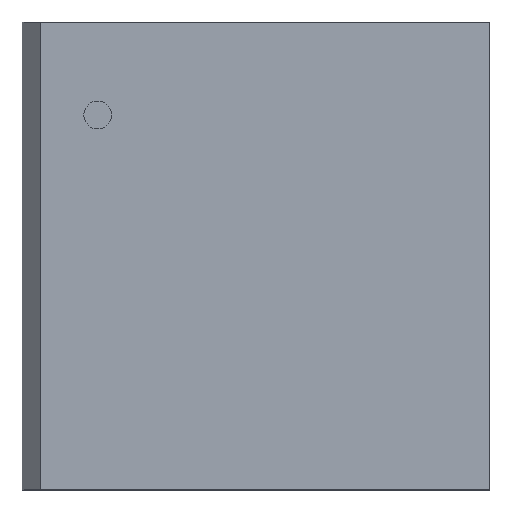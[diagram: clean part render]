
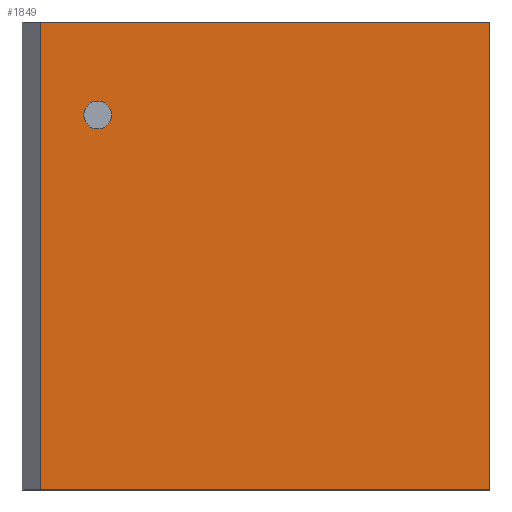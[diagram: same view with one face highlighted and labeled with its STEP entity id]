
A CAD part, top view. The second image highlights one B-rep face of the part: STEP entity #1849.
In plain terms, the highlighted planar face has unit normal (0, 0, 1).
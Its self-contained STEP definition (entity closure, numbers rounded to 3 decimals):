
#16=FACE_BOUND($,#290,.T.);
#28=CIRCLE($,#2018,0.75);
#169=FACE_OUTER_BOUND($,#289,.T.);
#289=EDGE_LOOP($,(#1599,#1600,#1601,#1602));
#290=EDGE_LOOP($,(#1603));
#512=LINE($,#3004,#738);
#513=LINE($,#3007,#739);
#517=LINE($,#3015,#743);
#518=LINE($,#3016,#744);
#738=VECTOR($,#2484,25.298);
#739=VECTOR($,#2487,24.298);
#743=VECTOR($,#2493,24.298);
#744=VECTOR($,#2494,25.298);
#898=VERTEX_POINT($,#2997);
#901=VERTEX_POINT($,#3002);
#902=VERTEX_POINT($,#3006);
#905=VERTEX_POINT($,#3014);
#906=VERTEX_POINT($,#3017);
#1134=EDGE_CURVE($,#901,#898,#512,.T.);
#1135=EDGE_CURVE($,#898,#902,#513,.T.);
#1139=EDGE_CURVE($,#905,#901,#517,.T.);
#1140=EDGE_CURVE($,#902,#905,#518,.T.);
#1141=EDGE_CURVE($,#906,#906,#28,.T.);
#1599=ORIENTED_EDGE($,*,*,#1134,.F.);
#1600=ORIENTED_EDGE($,*,*,#1139,.F.);
#1601=ORIENTED_EDGE($,*,*,#1140,.F.);
#1602=ORIENTED_EDGE($,*,*,#1135,.F.);
#1603=ORIENTED_EDGE($,*,*,#1141,.T.);
#1731=PLANE($,#2017);
#1849=ADVANCED_FACE($,(#169,#16),#1731,.F.);
#2017=AXIS2_PLACEMENT_3D($,#3013,#2491,#2492);
#2018=AXIS2_PLACEMENT_3D($,#3018,#2495,#2496);
#2484=DIRECTION($,(0.,1.,0.));
#2487=DIRECTION($,(1.,0.,0.));
#2491=DIRECTION('center_axis',(0.,0.,-1.));
#2492=DIRECTION('ref_axis',(0.,-1.,0.));
#2493=DIRECTION($,(-1.,0.,0.));
#2494=DIRECTION($,(0.,-1.,0.));
#2495=DIRECTION('center_axis',(0.,0.,-1.));
#2496=DIRECTION('ref_axis',(0.,1.,0.));
#2997=CARTESIAN_POINT('',(-11.649,12.649,5.));
#3002=CARTESIAN_POINT('',(-11.649,-12.649,5.));
#3004=CARTESIAN_POINT($,(-11.649,0.,5.));
#3006=CARTESIAN_POINT('',(12.649,12.649,5.));
#3007=CARTESIAN_POINT($,(0.,12.649,5.));
#3013=CARTESIAN_POINT('Origin',(0.,0.,
5.));
#3014=CARTESIAN_POINT('',(12.649,-12.649,5.));
#3015=CARTESIAN_POINT($,(0.,-12.649,5.));
#3016=CARTESIAN_POINT($,(12.649,0.,5.));
#3017=CARTESIAN_POINT('',(-8.56,6.87,5.));
#3018=CARTESIAN_POINT('Origin',(-8.56,7.62,5.));
